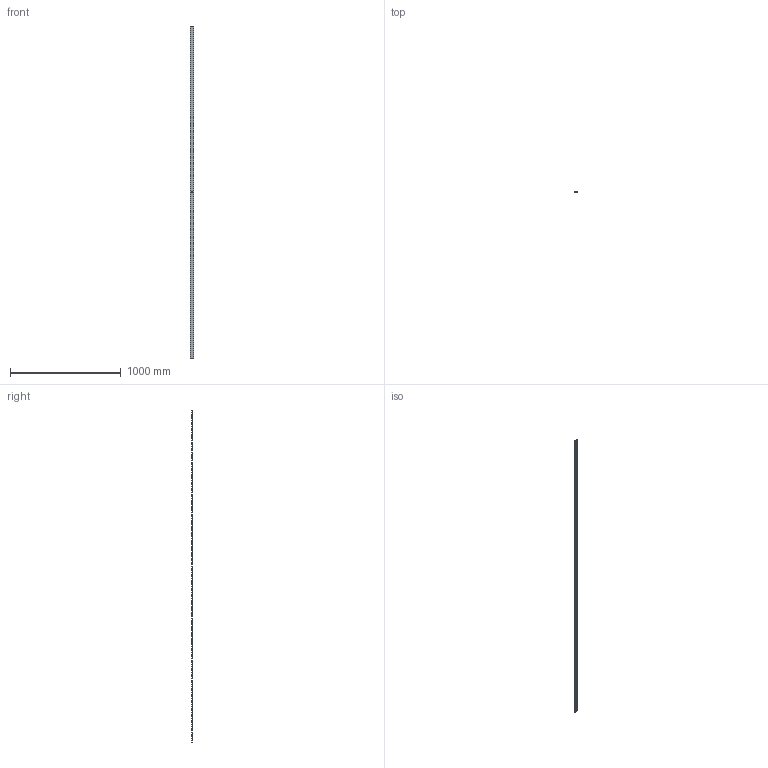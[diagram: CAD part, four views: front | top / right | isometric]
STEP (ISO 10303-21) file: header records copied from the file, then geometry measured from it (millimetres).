
FILE_DESCRIPTION (( 'STEP AP203' ), '1' );
FILE_NAME ('2302-N-60.STEP', '2022-04-29T06:12:45', ( '' ), ( '' ), 'SwSTEP 2.0', 'SolidWorks 2018', '' );
FILE_SCHEMA (( 'CONFIG_CONTROL_DESIGN' ));
Length unit declared in the file: millimetre
Products named in the file (1): 2302-N-60
Bounding box: 30 x 8 x 3000 mm (x, y, z)
Volume: 505316.1 mm3; surface area: 234932.1 mm2
Topology: 1 solids, 1 shells, 316 faces, 772 edges, 531 vertices
Faces by surface type: plane 144, bspline 121, sphere 49, cylinder 2
Entity records: 15368 total; most frequent: CARTESIAN_POINT 8557, ORIENTED_EDGE 1544, DIRECTION 975, EDGE_CURVE 772, VERTEX_POINT 531, VECTOR 477, LINE 477, EDGE_LOOP 389
